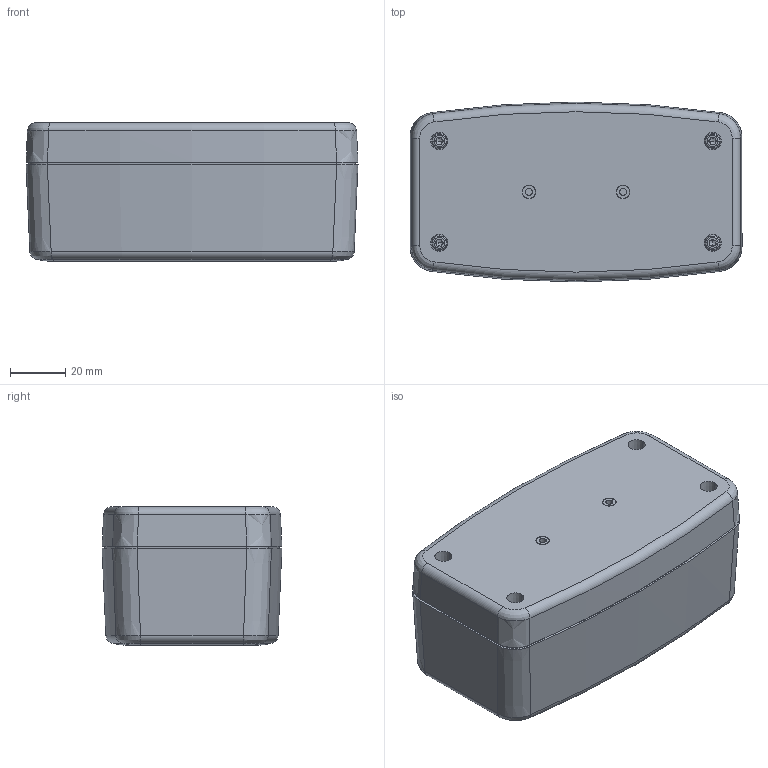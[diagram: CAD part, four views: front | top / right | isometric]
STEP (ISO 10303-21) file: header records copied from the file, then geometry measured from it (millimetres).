
FILE_DESCRIPTION (( 'STEP AP203' ), '1' );
FILE_NAME ('447-820-00.STEP', '2022-06-30T13:43:17', ( '' ), ( '' ), 'SwSTEP 2.0', 'SolidWorks 2018', '' );
FILE_SCHEMA (( 'CONFIG_CONTROL_DESIGN' ));
Length unit declared in the file: millimetre
Products named in the file (6): 044780003; 044780002; 063041310; 044782001; 447-820-00; 063057404
Assembly tree (9 placements, depth 2):
  447-820-00
    044780002
    044782001
    044780003
    063057404  x4
    063041310  x2
Bounding box: 120 x 65 x 50 mm (x, y, z)
Volume: 95506.2 mm3; surface area: 76095.2 mm2
Topology: 9 solids, 9 shells, 1145 faces, 2901 edges, 1843 vertices
Faces by surface type: plane 346, bspline 308, cylinder 236, cone 143, torus 110, sphere 2
Entity records: 36100 total; most frequent: CARTESIAN_POINT 14480, ORIENTED_EDGE 4514, DIRECTION 4153, EDGE_CURVE 2257, AXIS2_PLACEMENT_3D 1612, VERTEX_POINT 1427, EDGE_LOOP 1002, LINE 929
